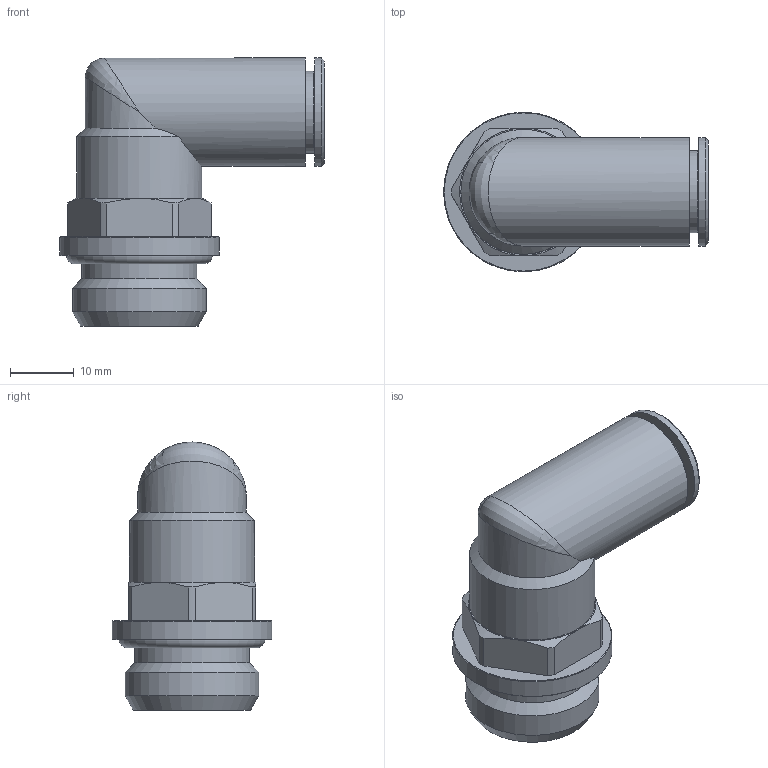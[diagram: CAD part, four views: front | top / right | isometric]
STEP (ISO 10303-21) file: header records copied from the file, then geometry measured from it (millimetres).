
FILE_DESCRIPTION(( 'RV.22.12.12.STP' ), '1');
FILE_NAME( 'RV.22.12.12.STP', '2019-06-19T14:10:19',( 'Sopra'),('sopra-pneumatic.com'), 'SwSTEP 2.0','SolidWorks 2009','' );
FILE_SCHEMA (('AUTOMOTIVE_DESIGN { 1 0 10303 214 1 1 1 1 }'));
Length unit declared in the file: millimetre
Products named in the file (5): Root; OR 17.12X2.62; DR12-5; R202210; 214608_Gew._12_1-2
Assembly tree (4 placements, depth 2):
  Root
    OR 17.12X2.62
    DR12-5
    R202210
    214608_Gew._12_1-2
Bounding box: 41.5 x 25 x 42 mm (x, y, z)
Volume: 8760.9 mm3; surface area: 9602.6 mm2
Topology: 4 solids, 4 shells, 79 faces, 175 edges, 106 vertices
Faces by surface type: cylinder 27, cone 25, plane 20, torus 5, sphere 1, bspline 1
Full cylindrical faces by diameter (mm): 10 x1, 11 x1, 12.15 x1, 12.25 x1, 12.9 x1, 13 x1, 14.5 x2, 14.7 x1, 15.2 x1, 15.8 x2, 17 x4, 18 x1, 19.6 x1, 20.955 x1, 25 x1
Entity records: 3963 total; most frequent: CARTESIAN_POINT 1219, DIRECTION 366, PRESENTATION_STYLE_ASSIGNMENT 230, COLOUR_RGB 229, DRAUGHTING_PRE_DEFINED_CURVE_FONT 226, CURVE_STYLE 226, OVER_RIDING_STYLED_ITEM 226, ORIENTED_EDGE 226
